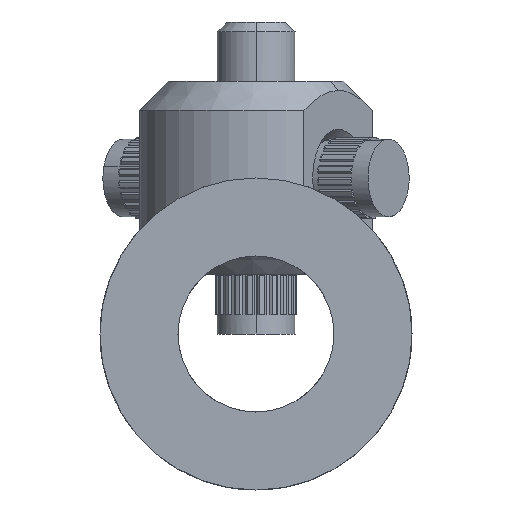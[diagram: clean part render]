
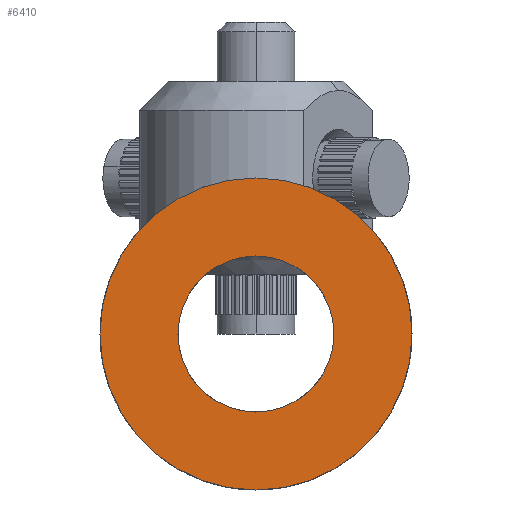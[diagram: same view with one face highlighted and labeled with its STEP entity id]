
A CAD part, left-side view. The second image highlights one B-rep face of the part: STEP entity #6410.
In plain terms, the highlighted face is planar.
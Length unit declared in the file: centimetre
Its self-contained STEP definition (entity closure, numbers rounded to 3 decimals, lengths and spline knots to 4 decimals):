
#1563=PLANE('',#6796);
#1851=VERTEX_POINT('',#9106);
#1883=VERTEX_POINT('',#9463);
#2453=CIRCLE('',#6774,0.4);
#2459=CIRCLE('',#6795,0.8);
#2749=EDGE_CURVE('',#1851,#1851,#2453,.T.);
#2795=EDGE_CURVE('',#1883,#1883,#2459,.T.);
#3749=ORIENTED_EDGE('',*,*,#2749,.T.);
#3750=ORIENTED_EDGE('',*,*,#2795,.F.);
#5497=EDGE_LOOP('',(#3749));
#5498=EDGE_LOOP('',(#3750));
#5957=FACE_BOUND('',#5497,.T.);
#5958=FACE_BOUND('',#5498,.T.);
#6410=ADVANCED_FACE('',(#5957,#5958),#1563,.T.);
#6774=AXIS2_PLACEMENT_3D('',#9105,#7456,#7457);
#6795=AXIS2_PLACEMENT_3D('',#9462,#7510,#7511);
#6796=AXIS2_PLACEMENT_3D('',#9464,#7512,$);
#7456=DIRECTION('',(0.,0.,-1.));
#7457=DIRECTION('',(0.4,0.,0.));
#7510=DIRECTION('',(0.,0.,-1.));
#7511=DIRECTION('',(0.8,0.,0.));
#7512=DIRECTION('',(0.,0.,1.));
#9105=CARTESIAN_POINT('',(0.,0.,2.9));
#9106=CARTESIAN_POINT('',(-0.4,0.,2.9));
#9462=CARTESIAN_POINT('',(0.,0.,2.9));
#9463=CARTESIAN_POINT('',(0.8,0.,2.9));
#9464=CARTESIAN_POINT('',(0.,0.,2.9));
